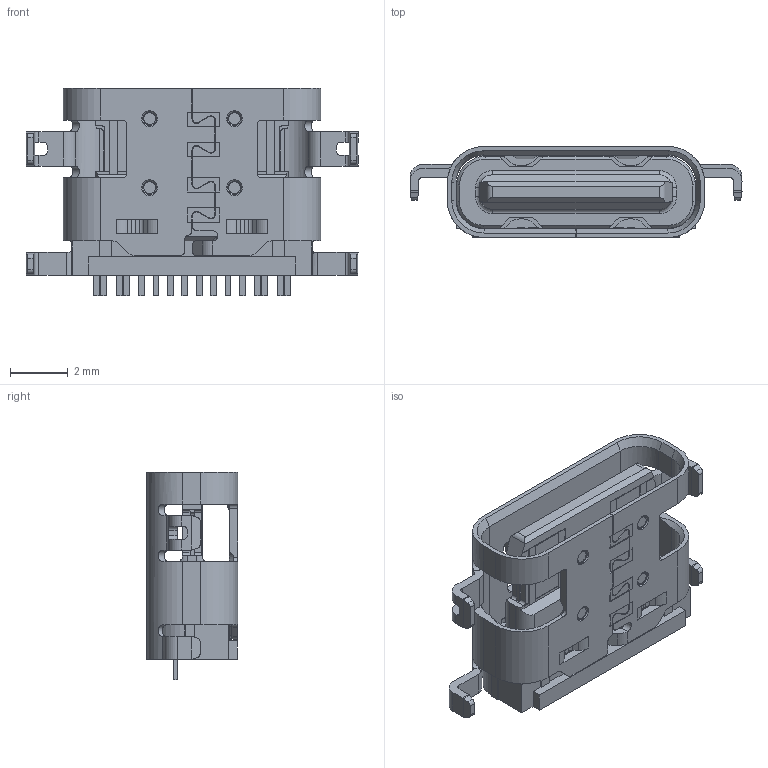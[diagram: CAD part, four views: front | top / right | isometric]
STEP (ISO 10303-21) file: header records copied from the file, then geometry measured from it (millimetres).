
FILE_DESCRIPTION(/* description */ ('STEP AP214'),/* implementation_level */ '2;1');
FILE_NAME(/* name */ 'USB4520-03-1-A',/* time_stamp */ '2022-10-13T20:56:20+02:00',/* author */ ('License CC BY-ND 4.0'),/* organization */ ('CADENAS'),/* preprocessor_version */ 'ST-DEVELOPER v18.102',/* originating_system */ 'PARTsolutions',/* authorisation */ ' ');
FILE_SCHEMA (('AUTOMOTIVE_DESIGN {1 0 10303 214 3 1 1}'));
Length unit declared in the file: millimetre
Products named in the file (3): USB4520-03-1-A; USB4520-03-1-A_PART2; USB4520-03-1-A_PART1
Assembly tree (2 placements, depth 2):
  USB4520-03-1-A
    USB4520-03-1-A_PART2
    USB4520-03-1-A_PART1
Bounding box: 11.54 x 3.17 x 7.2 mm (x, y, z)
Volume: 95.5 mm3; surface area: 423.9 mm2
Topology: 2 solids, 2 shells, 938 faces, 2599 edges, 1672 vertices
Faces by surface type: plane 662, cylinder 214, bspline 34, cone 28
Full cylindrical faces by diameter (mm): 0.35 x1
Entity records: 34424 total; most frequent: CARTESIAN_POINT 7150, ORIENTED_EDGE 5178, DIRECTION 4887, EDGE_CURVE 2589, LINE 1969, VECTOR 1969, VERTEX_POINT 1668, AXIS2_PLACEMENT_3D 1459
